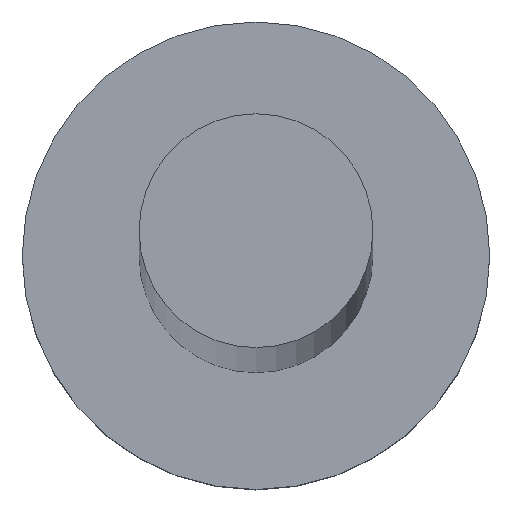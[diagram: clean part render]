
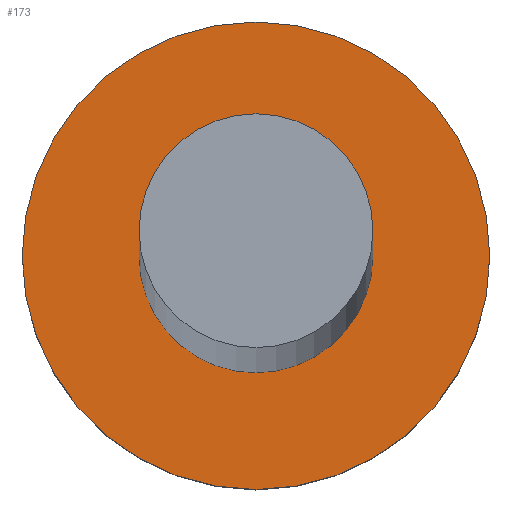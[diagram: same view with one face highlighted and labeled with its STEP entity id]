
A CAD part, top view. The second image highlights one B-rep face of the part: STEP entity #173.
In plain terms, the highlighted planar face has unit normal (0, 0, 1).
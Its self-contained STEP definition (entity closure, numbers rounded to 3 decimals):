
#2 = DIRECTION ( 'NONE',  ( 0., 0., 1. ) ) ;
#3 = DIRECTION ( 'NONE',  ( 1., 0., 0. ) ) ;
#10 = AXIS2_PLACEMENT_3D ( 'NONE', #98, #174, #3 ) ;
#15 = EDGE_CURVE ( 'NONE', #201, #127, #224, .T. ) ;
#20 = CARTESIAN_POINT ( 'NONE',  ( 2., 0., 4. ) ) ;
#24 = FACE_OUTER_BOUND ( 'NONE', #161, .T. ) ;
#30 = CIRCLE ( 'NONE', #40, 2. ) ;
#33 = EDGE_CURVE ( 'NONE', #72, #227, #91, .T. ) ;
#35 = AXIS2_PLACEMENT_3D ( 'NONE', #46, #2, #79 ) ;
#40 = AXIS2_PLACEMENT_3D ( 'NONE', #86, #245, #162 ) ;
#42 = CARTESIAN_POINT ( 'NONE',  ( 0., 0., 4. ) ) ;
#44 = DIRECTION ( 'NONE',  ( 0., 0., 1. ) ) ;
#46 = CARTESIAN_POINT ( 'NONE',  ( 0., 0., 4. ) ) ;
#52 = ORIENTED_EDGE ( 'NONE', *, *, #33, .F. ) ;
#59 = EDGE_LOOP ( 'NONE', ( #66, #52 ) ) ;
#61 = DIRECTION ( 'NONE',  ( 0., 0., 1. ) ) ;
#66 = ORIENTED_EDGE ( 'NONE', *, *, #255, .F. ) ;
#69 = AXIS2_PLACEMENT_3D ( 'NONE', #254, #61, #210 ) ;
#72 = VERTEX_POINT ( 'NONE', #20 ) ;
#79 = DIRECTION ( 'NONE',  ( 1., 0., 0. ) ) ;
#86 = CARTESIAN_POINT ( 'NONE',  ( 0., 0., 4. ) ) ;
#91 = CIRCLE ( 'NONE', #141, 2. ) ;
#98 = CARTESIAN_POINT ( 'NONE',  ( 0., 0., 4. ) ) ;
#110 = CARTESIAN_POINT ( 'NONE',  ( -4., 0., 4. ) ) ;
#120 = CARTESIAN_POINT ( 'NONE',  ( 4., 0., 4. ) ) ;
#127 = VERTEX_POINT ( 'NONE', #110 ) ;
#141 = AXIS2_PLACEMENT_3D ( 'NONE', #42, #44, #195 ) ;
#155 = FACE_BOUND ( 'NONE', #59, .T. ) ;
#158 = EDGE_CURVE ( 'NONE', #127, #201, #229, .T. ) ;
#161 = EDGE_LOOP ( 'NONE', ( #191, #250 ) ) ;
#162 = DIRECTION ( 'NONE',  ( 1., 0., 0. ) ) ;
#173 = ADVANCED_FACE ( 'NONE', ( #155, #24 ), #233, .T. ) ;
#174 = DIRECTION ( 'NONE',  ( 0., 0., 1. ) ) ;
#180 = CARTESIAN_POINT ( 'NONE',  ( -2., 0., 4. ) ) ;
#191 = ORIENTED_EDGE ( 'NONE', *, *, #158, .T. ) ;
#195 = DIRECTION ( 'NONE',  ( 1., 0., 0. ) ) ;
#201 = VERTEX_POINT ( 'NONE', #120 ) ;
#210 = DIRECTION ( 'NONE',  ( 1., 0., 0. ) ) ;
#224 = CIRCLE ( 'NONE', #69, 4. ) ;
#227 = VERTEX_POINT ( 'NONE', #180 ) ;
#229 = CIRCLE ( 'NONE', #35, 4. ) ;
#233 = PLANE ( 'NONE',  #10 ) ;
#245 = DIRECTION ( 'NONE',  ( 0., 0., 1. ) ) ;
#250 = ORIENTED_EDGE ( 'NONE', *, *, #15, .T. ) ;
#254 = CARTESIAN_POINT ( 'NONE',  ( 0., 0., 4. ) ) ;
#255 = EDGE_CURVE ( 'NONE', #227, #72, #30, .T. ) ;
